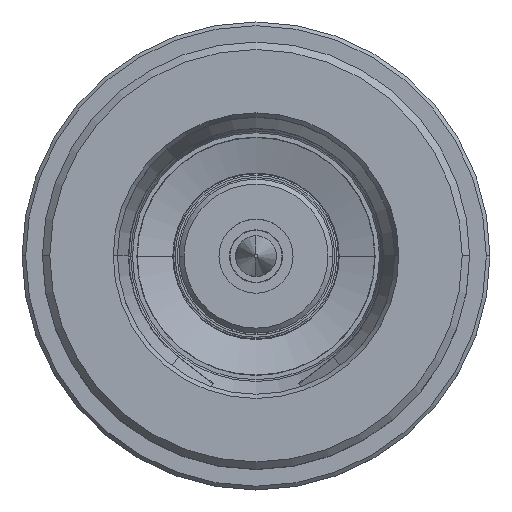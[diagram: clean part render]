
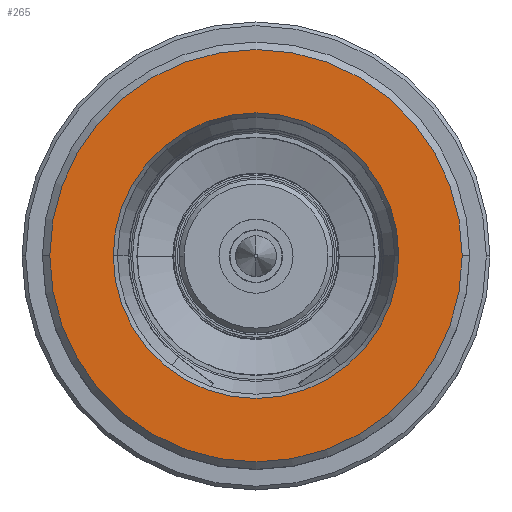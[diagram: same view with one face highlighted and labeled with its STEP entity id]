
A CAD part, top view. The second image highlights one B-rep face of the part: STEP entity #265.
In plain terms, the highlighted planar face has unit normal (0, 0, 1).
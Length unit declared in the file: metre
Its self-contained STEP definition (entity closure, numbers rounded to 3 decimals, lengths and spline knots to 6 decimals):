
#64 = EDGE_CURVE ( 'NONE', #1392, #3542, #221, .T. ) ;
#166 = FACE_BOUND ( 'NONE', #2052, .T. ) ;
#221 = CIRCLE ( 'NONE', #2022, 0.005783 ) ;
#265 = ADVANCED_FACE ( 'NONE', ( #166, #2868 ), #1104, .F. ) ;
#317 = AXIS2_PLACEMENT_3D ( 'NONE', #3059, #942, #3402 ) ;
#360 = AXIS2_PLACEMENT_3D ( 'NONE', #1892, #4333, #2245 ) ;
#594 = ORIENTED_EDGE ( 'NONE', *, *, #4542, .T. ) ;
#626 = DIRECTION ( 'NONE',  ( 0., 0., 1. ) ) ;
#818 = CARTESIAN_POINT ( 'NONE',  ( 0., 0., 0. ) ) ;
#942 = DIRECTION ( 'NONE',  ( 0., 0., 1. ) ) ;
#972 = ORIENTED_EDGE ( 'NONE', *, *, #2198, .T. ) ;
#1104 = PLANE ( 'NONE',  #2409 ) ;
#1130 = DIRECTION ( 'NONE',  ( -1., 0., 0. ) ) ;
#1220 = ORIENTED_EDGE ( 'NONE', *, *, #2793, .F. ) ;
#1364 = CARTESIAN_POINT ( 'NONE',  ( 0.005783, 0., 0. ) ) ;
#1392 = VERTEX_POINT ( 'NONE', #1364 ) ;
#1437 = CARTESIAN_POINT ( 'NONE',  ( 0., 0.00835, 0. ) ) ;
#1760 = CIRCLE ( 'NONE', #3964, 0.00835 ) ;
#1892 = CARTESIAN_POINT ( 'NONE',  ( 0., 0., 0. ) ) ;
#2022 = AXIS2_PLACEMENT_3D ( 'NONE', #818, #2944, #2234 ) ;
#2052 = EDGE_LOOP ( 'NONE', ( #3920, #1220 ) ) ;
#2198 = EDGE_CURVE ( 'NONE', #3511, #2749, #1760, .T. ) ;
#2234 = DIRECTION ( 'NONE',  ( 1., 0., 0. ) ) ;
#2245 = DIRECTION ( 'NONE',  ( 1., 0., 0. ) ) ;
#2409 = AXIS2_PLACEMENT_3D ( 'NONE', #1437, #2541, #1130 ) ;
#2541 = DIRECTION ( 'NONE',  ( 0., 0., -1. ) ) ;
#2676 = CARTESIAN_POINT ( 'NONE',  ( -0.00835, 0., 0. ) ) ;
#2743 = CARTESIAN_POINT ( 'NONE',  ( 0., 0., 0. ) ) ;
#2749 = VERTEX_POINT ( 'NONE', #2676 ) ;
#2774 = EDGE_LOOP ( 'NONE', ( #594, #972 ) ) ;
#2793 = EDGE_CURVE ( 'NONE', #3542, #1392, #2961, .T. ) ;
#2800 = CARTESIAN_POINT ( 'NONE',  ( -0.005783, 0., 0. ) ) ;
#2868 = FACE_OUTER_BOUND ( 'NONE', #2774, .T. ) ;
#2944 = DIRECTION ( 'NONE',  ( 0., 0., 1. ) ) ;
#2961 = CIRCLE ( 'NONE', #317, 0.005783 ) ;
#3059 = CARTESIAN_POINT ( 'NONE',  ( 0., 0., 0. ) ) ;
#3106 = DIRECTION ( 'NONE',  ( 1., 0., 0. ) ) ;
#3402 = DIRECTION ( 'NONE',  ( 1., 0., 0. ) ) ;
#3511 = VERTEX_POINT ( 'NONE', #4540 ) ;
#3542 = VERTEX_POINT ( 'NONE', #2800 ) ;
#3920 = ORIENTED_EDGE ( 'NONE', *, *, #64, .F. ) ;
#3964 = AXIS2_PLACEMENT_3D ( 'NONE', #2743, #626, #3106 ) ;
#4333 = DIRECTION ( 'NONE',  ( 0., 0., 1. ) ) ;
#4537 = CIRCLE ( 'NONE', #360, 0.00835 ) ;
#4540 = CARTESIAN_POINT ( 'NONE',  ( 0.00835, 0., 0. ) ) ;
#4542 = EDGE_CURVE ( 'NONE', #2749, #3511, #4537, .T. ) ;
